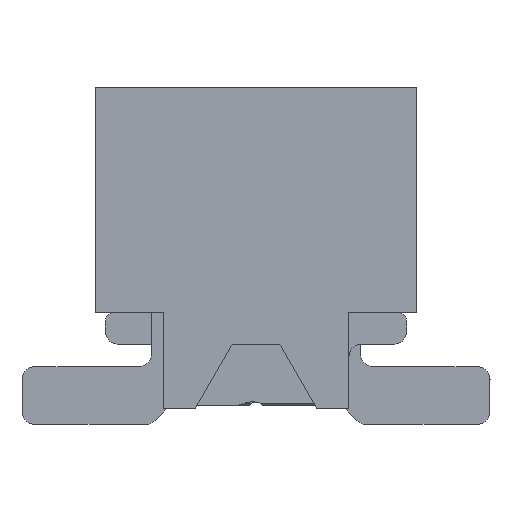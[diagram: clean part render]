
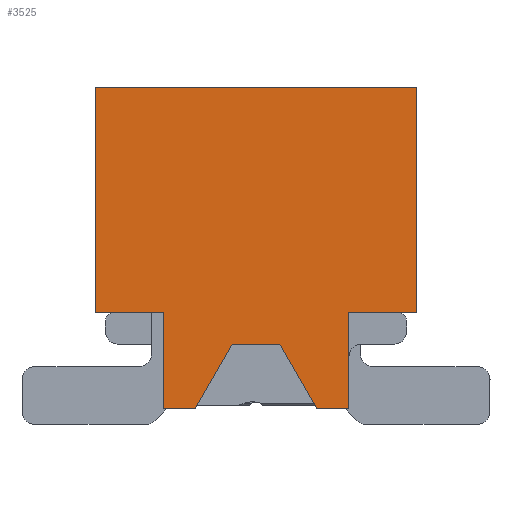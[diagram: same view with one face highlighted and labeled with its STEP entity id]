
A CAD part, left-side view. The second image highlights one B-rep face of the part: STEP entity #3525.
In plain terms, the highlighted planar face has unit normal (-1, 0, 0).
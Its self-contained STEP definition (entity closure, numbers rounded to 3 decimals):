
#35=CARTESIAN_POINT('',(-16.28,1.45,0.));
#36=VERTEX_POINT('',#35);
#53=CARTESIAN_POINT('',(-16.28,0.95,0.));
#54=VERTEX_POINT('',#53);
#61=CARTESIAN_POINT('',(-16.28,0.95,0.));
#62=DIRECTION('',(0.,1.,0.));
#63=VECTOR('',#62,0.5);
#64=LINE('',#61,#63);
#65=EDGE_CURVE('',#54,#36,#64,.T.);
#75=CARTESIAN_POINT('',(-16.28,-0.95,0.));
#76=VERTEX_POINT('',#75);
#93=CARTESIAN_POINT('',(-16.28,-1.45,0.));
#94=VERTEX_POINT('',#93);
#101=CARTESIAN_POINT('',(-16.28,-1.45,0.));
#102=DIRECTION('',(0.,1.,0.));
#103=VECTOR('',#102,0.5);
#104=LINE('',#101,#103);
#105=EDGE_CURVE('',#94,#76,#104,.T.);
#1004=CARTESIAN_POINT('',(-16.28,1.45,1.5));
#1005=VERTEX_POINT('',#1004);
#1006=CARTESIAN_POINT('',(-16.28,1.45,0.));
#1007=DIRECTION('',(0.,0.,1.));
#1008=VECTOR('',#1007,1.5);
#1009=LINE('',#1006,#1008);
#1010=EDGE_CURVE('',#36,#1005,#1009,.T.);
#1026=CARTESIAN_POINT('',(-16.28,0.373,1.));
#1027=VERTEX_POINT('',#1026);
#1028=CARTESIAN_POINT('',(-16.28,0.373,1.));
#1029=DIRECTION('',(0.,0.5,-0.866));
#1030=VECTOR('',#1029,1.155);
#1031=LINE('',#1028,#1030);
#1032=EDGE_CURVE('',#1027,#54,#1031,.T.);
#1057=CARTESIAN_POINT('',(-16.28,-0.373,1.));
#1058=VERTEX_POINT('',#1057);
#1059=CARTESIAN_POINT('',(-16.28,-0.373,1.));
#1060=DIRECTION('',(0.,1.,0.));
#1061=VECTOR('',#1060,0.745);
#1062=LINE('',#1059,#1061);
#1063=EDGE_CURVE('',#1058,#1027,#1062,.T.);
#1088=CARTESIAN_POINT('',(-16.28,-0.95,0.));
#1089=DIRECTION('',(0.,0.5,0.866));
#1090=VECTOR('',#1089,1.155);
#1091=LINE('',#1088,#1090);
#1092=EDGE_CURVE('',#76,#1058,#1091,.T.);
#1110=CARTESIAN_POINT('',(-16.28,-1.45,1.5));
#1111=VERTEX_POINT('',#1110);
#1112=CARTESIAN_POINT('',(-16.28,-1.45,1.5));
#1113=DIRECTION('',(0.,0.,-1.));
#1114=VECTOR('',#1113,1.5);
#1115=LINE('',#1112,#1114);
#1116=EDGE_CURVE('',#1111,#94,#1115,.T.);
#3447=CARTESIAN_POINT('',(-16.28,2.5,5.));
#3448=VERTEX_POINT('',#3447);
#3455=CARTESIAN_POINT('',(-16.28,-2.5,5.));
#3456=VERTEX_POINT('',#3455);
#3457=CARTESIAN_POINT('',(-16.28,2.5,5.));
#3458=DIRECTION('',(0.,-1.,0.));
#3459=VECTOR('',#3458,5.);
#3460=LINE('',#3457,#3459);
#3461=EDGE_CURVE('',#3448,#3456,#3460,.T.);
#3482=CARTESIAN_POINT('',(-16.28,0.,2.5));
#3483=DIRECTION('',(0.,-1.,0.));
#3484=DIRECTION('',(-1.,0.,0.));
#3485=AXIS2_PLACEMENT_3D('',#3482,#3484,#3483);
#3486=PLANE('',#3485);
#3487=CARTESIAN_POINT('',(-16.28,2.5,1.5));
#3488=VERTEX_POINT('',#3487);
#3489=CARTESIAN_POINT('',(-16.28,2.5,5.));
#3490=DIRECTION('',(0.,0.,-1.));
#3491=VECTOR('',#3490,3.5);
#3492=LINE('',#3489,#3491);
#3493=EDGE_CURVE('',#3448,#3488,#3492,.T.);
#3494=ORIENTED_EDGE('',*,*,#3493,.T.);
#3495=CARTESIAN_POINT('',(-16.28,2.5,1.5));
#3496=DIRECTION('',(0.,-1.,0.));
#3497=VECTOR('',#3496,1.05);
#3498=LINE('',#3495,#3497);
#3499=EDGE_CURVE('',#3488,#1005,#3498,.T.);
#3500=ORIENTED_EDGE('',*,*,#3499,.T.);
#3501=ORIENTED_EDGE('',*,*,#1010,.F.);
#3502=ORIENTED_EDGE('',*,*,#65,.F.);
#3503=ORIENTED_EDGE('',*,*,#1032,.F.);
#3504=ORIENTED_EDGE('',*,*,#1063,.F.);
#3505=ORIENTED_EDGE('',*,*,#1092,.F.);
#3506=ORIENTED_EDGE('',*,*,#105,.F.);
#3507=ORIENTED_EDGE('',*,*,#1116,.F.);
#3508=CARTESIAN_POINT('',(-16.28,-2.5,1.5));
#3509=VERTEX_POINT('',#3508);
#3510=CARTESIAN_POINT('',(-16.28,-1.45,1.5));
#3511=DIRECTION('',(0.,-1.,0.));
#3512=VECTOR('',#3511,1.05);
#3513=LINE('',#3510,#3512);
#3514=EDGE_CURVE('',#1111,#3509,#3513,.T.);
#3515=ORIENTED_EDGE('',*,*,#3514,.T.);
#3516=CARTESIAN_POINT('',(-16.28,-2.5,1.5));
#3517=DIRECTION('',(0.,0.,1.));
#3518=VECTOR('',#3517,3.5);
#3519=LINE('',#3516,#3518);
#3520=EDGE_CURVE('',#3509,#3456,#3519,.T.);
#3521=ORIENTED_EDGE('',*,*,#3520,.T.);
#3522=ORIENTED_EDGE('',*,*,#3461,.F.);
#3523=EDGE_LOOP('',(#3494,#3500,#3501,#3502,#3503,#3504,#3505,#3506,#3507,#3515,#3521,#3522));
#3524=FACE_OUTER_BOUND('',#3523,.T.);
#3525=ADVANCED_FACE('',(#3524),#3486,.T.);
